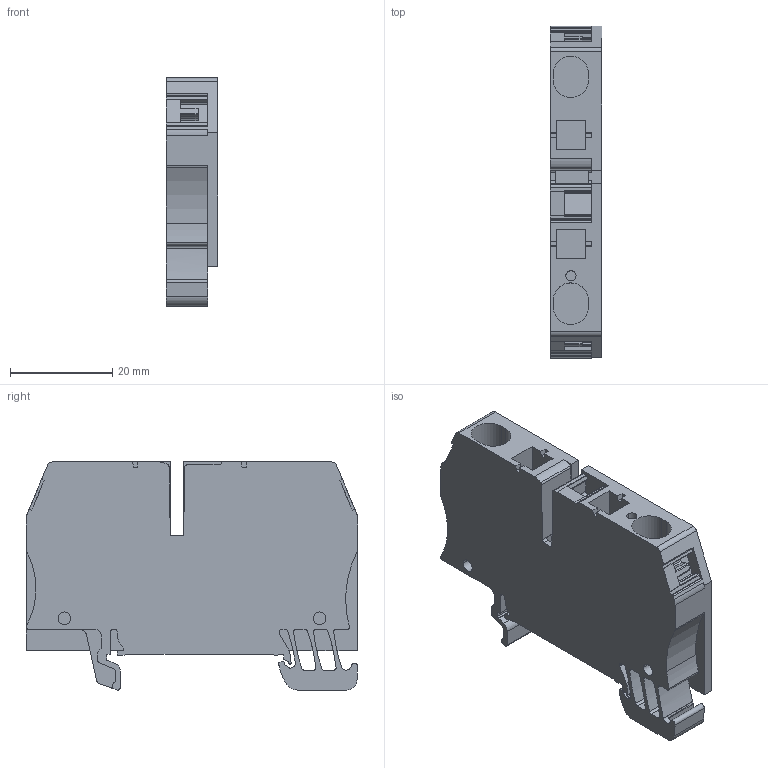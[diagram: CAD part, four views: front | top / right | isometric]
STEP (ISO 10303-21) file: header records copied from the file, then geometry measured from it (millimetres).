
FILE_DESCRIPTION(('CATIA V5 STEP Exchange','CAx-IF Rec.Pracs.--- Model Styling and Organization---1.4--- 2014-01-23'),'2;1');
FILE_NAME ('D1452671_0', '2019-12-20T10:18:01+00:00', ('none'), ('Weidmueller'), 'CATIA Version 5-6 Release 2016 SP3 HF44', 'CATIA V5 STEP AP214', 'none');
FILE_SCHEMA(('AUTOMOTIVE_DESIGN { 1 0 10303 214 1 1 1 1 }'));
Length unit declared in the file: millimetre
Products named in the file (1): 1530040000_ZEI_6_BL
Bounding box: 10.09 x 65 x 44.7 mm (x, y, z)
Volume: 21238.4 mm3; surface area: 9351.2 mm2
Topology: 1 solids, 3 shells, 320 faces, 932 edges, 619 vertices
Faces by surface type: plane 199, cylinder 121
Entity records: 10072 total; most frequent: CARTESIAN_POINT 1894, ORIENTED_EDGE 1864, DIRECTION 1412, EDGE_CURVE 932, VECTOR 659, LINE 659, VERTEX_POINT 619, AXIS2_PLACEMENT_3D 505
